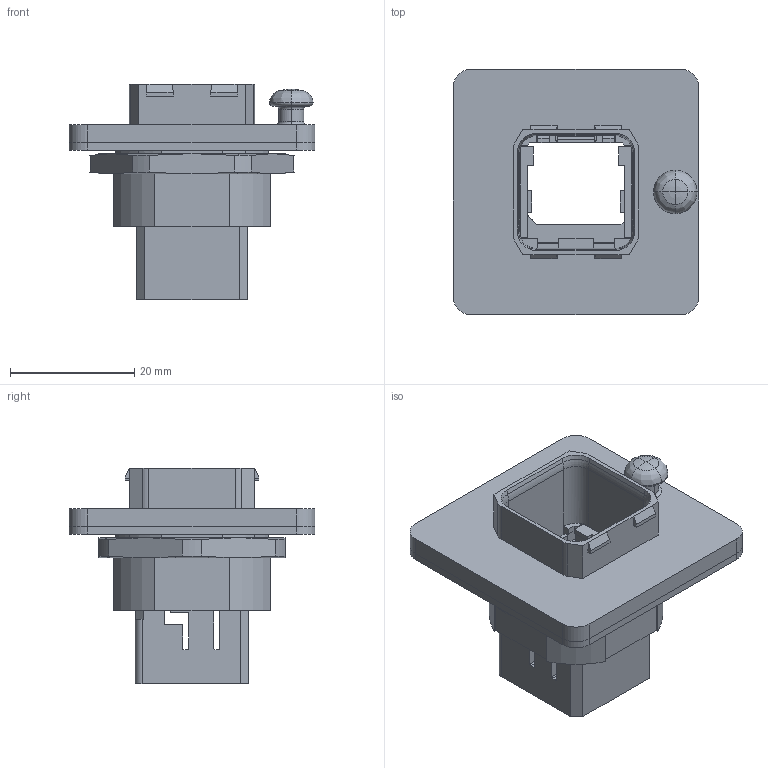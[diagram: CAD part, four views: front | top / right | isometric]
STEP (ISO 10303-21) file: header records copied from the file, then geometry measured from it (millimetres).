
FILE_DESCRIPTION(('CATIA V5 STEP Exchange','CAx-IF Rec.Pracs.--- Model Styling and Organization---1.4--- 2014-01-23'),'2;1');
FILE_NAME ('004621-3_0', '2022-02-28T12:14:05+00:00', ('none'), ('Weidmueller'), 'CATIA Version 5-6 Release 2016 SP3 HF44', 'CATIA V5 STEP AP214', 'none');
FILE_SCHEMA(('AUTOMOTIVE_DESIGN { 1 0 10303 214 1 1 1 1 }'));
Length unit declared in the file: millimetre
Products named in the file (1): 1047950000
Bounding box: 39.6 x 39.6 x 34.7 mm (x, y, z)
Volume: 10875.8 mm3; surface area: 12858.4 mm2
Topology: 4 solids, 4 shells, 417 faces, 1170 edges, 761 vertices
Faces by surface type: plane 275, cylinder 93, cone 20, torus 10, extrusion 8, bspline 7, sphere 4
Entity records: 13544 total; most frequent: CARTESIAN_POINT 3576, ORIENTED_EDGE 2332, DIRECTION 1602, EDGE_CURVE 1166, VECTOR 859, LINE 851, VERTEX_POINT 761, AXIS2_PLACEMENT_3D 489
